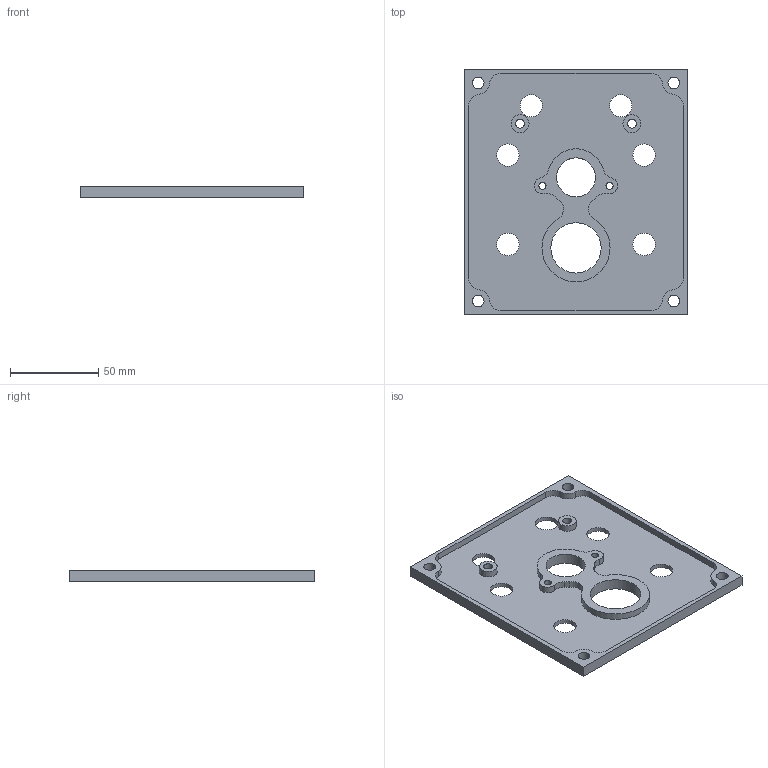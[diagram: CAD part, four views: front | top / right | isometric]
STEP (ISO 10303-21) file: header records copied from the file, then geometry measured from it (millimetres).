
FILE_DESCRIPTION (( 'STEP AP214' ), '1' );
FILE_NAME ('am-3041 SSS Shaft Plate.STEP', '2014-12-18T22:51:34', ( '' ), ( '' ), 'SwSTEP 2.0', 'SolidWorks 2014', '' );
FILE_SCHEMA (( 'AUTOMOTIVE_DESIGN' ));
Length unit declared in the file: inch
Products named in the file (1): am-3041 SSS Shaft Plate
Bounding box: 127 x 139.7 x 6.35 mm (x, y, z)
Volume: 51710.3 mm3; surface area: 40344.8 mm2
Topology: 1 solids, 1 shells, 78 faces, 216 edges, 144 vertices
Faces by surface type: cylinder 64, plane 14
Entity records: 2672 total; most frequent: DIRECTION 502, CARTESIAN_POINT 439, ORIENTED_EDGE 432, EDGE_CURVE 216, AXIS2_PLACEMENT_3D 207, VERTEX_POINT 144, CIRCLE 128, EDGE_LOOP 114
